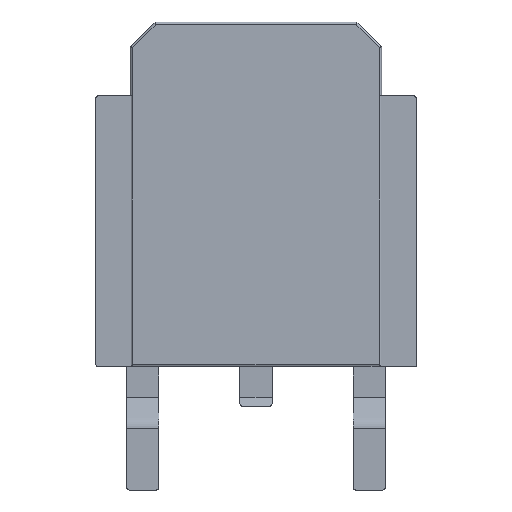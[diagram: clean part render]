
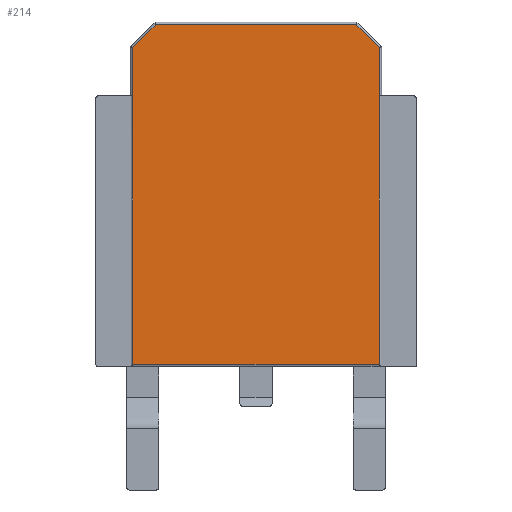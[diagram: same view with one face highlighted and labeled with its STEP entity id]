
A CAD part, left-side view. The second image highlights one B-rep face of the part: STEP entity #214.
In plain terms, the highlighted planar face has unit normal (-1, 0, 0).
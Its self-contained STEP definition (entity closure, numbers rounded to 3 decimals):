
#214=ADVANCED_FACE('NONE',(#471),#472,.F.);
#471=FACE_OUTER_BOUND('',#886,.T.);
#472=PLANE('',#887);
#886=EDGE_LOOP('',(#1509,#1510,#1511,#1512,#1513,#1514));
#887=AXIS2_PLACEMENT_3D('',#1515,#1516,#1517);
#1509=ORIENTED_EDGE('',*,*,#2171,.F.);
#1510=ORIENTED_EDGE('',*,*,#2172,.F.);
#1511=ORIENTED_EDGE('',*,*,#2173,.F.);
#1512=ORIENTED_EDGE('',*,*,#2174,.F.);
#1513=ORIENTED_EDGE('',*,*,#2175,.F.);
#1514=ORIENTED_EDGE('',*,*,#2176,.F.);
#1515=CARTESIAN_POINT('',(0.0,0.,6.3));
#1516=DIRECTION('',(1.0,0.0,0.0));
#1517=DIRECTION('',(0.0,1.0,-0.0));
#2171=EDGE_CURVE('NONE',#2521,#2522,#2523,.T.);
#2172=EDGE_CURVE('NONE',#2524,#2521,#2525,.T.);
#2173=EDGE_CURVE('NONE',#2526,#2524,#2527,.T.);
#2174=EDGE_CURVE('NONE',#2528,#2526,#2529,.T.);
#2175=EDGE_CURVE('NONE',#2530,#2528,#2531,.T.);
#2176=EDGE_CURVE('NONE',#2522,#2530,#2532,.T.);
#2521=VERTEX_POINT('NONE',#3033);
#2522=VERTEX_POINT('NONE',#3034);
#2523=LINE('',#3035,#3036);
#2524=VERTEX_POINT('NONE',#3037);
#2525=LINE('',#3038,#3039);
#2526=VERTEX_POINT('NONE',#3040);
#2527=LINE('',#3041,#3042);
#2528=VERTEX_POINT('NONE',#3043);
#2529=LINE('',#3044,#3045);
#2530=VERTEX_POINT('NONE',#3046);
#2531=LINE('',#3047,#3048);
#2532=LINE('',#3049,#3050);
#3033=CARTESIAN_POINT('',(0.,-2.5,3.729));
#3034=CARTESIAN_POINT('',(0.,-2.5,-2.7));
#3035=CARTESIAN_POINT('',(0.,-2.5,-2.75));
#3036=VECTOR('',#3683,1000.0);
#3037=CARTESIAN_POINT('',(0.,-2.029,4.2));
#3038=CARTESIAN_POINT('',(0.,-2.515,3.715));
#3039=VECTOR('',#3684,1000.0);
#3040=CARTESIAN_POINT('',(0.,2.029,4.2));
#3041=CARTESIAN_POINT('',(0.,-2.05,4.2));
#3042=VECTOR('',#3685,1000.0);
#3043=CARTESIAN_POINT('',(0.,2.5,3.729));
#3044=CARTESIAN_POINT('',(0.,2.515,3.715));
#3045=VECTOR('',#3686,1000.0);
#3046=CARTESIAN_POINT('',(0.,2.5,-2.7));
#3047=CARTESIAN_POINT('',(0.,2.5,-2.75));
#3048=VECTOR('',#3687,1000.0);
#3049=CARTESIAN_POINT('',(0.,-2.55,-2.7));
#3050=VECTOR('',#3688,1000.0);
#3683=DIRECTION('',(0.0,0.,-1.0));
#3684=DIRECTION('',(0.0,-0.707,-0.707));
#3685=DIRECTION('',(0.0,-1.0,0.0));
#3686=DIRECTION('',(0.0,-0.707,0.707));
#3687=DIRECTION('',(0.0,0.,1.0));
#3688=DIRECTION('',(0.0,1.0,0.0));
